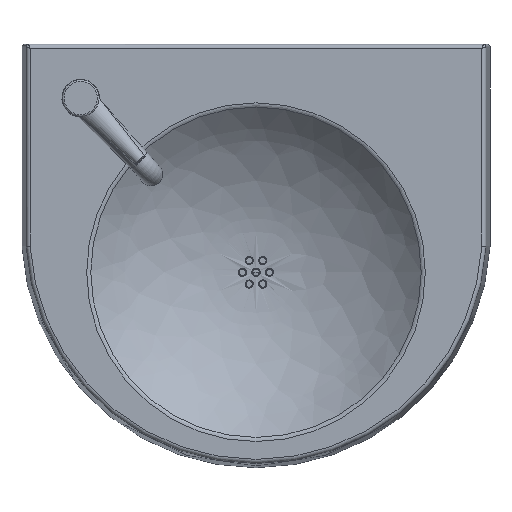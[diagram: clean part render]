
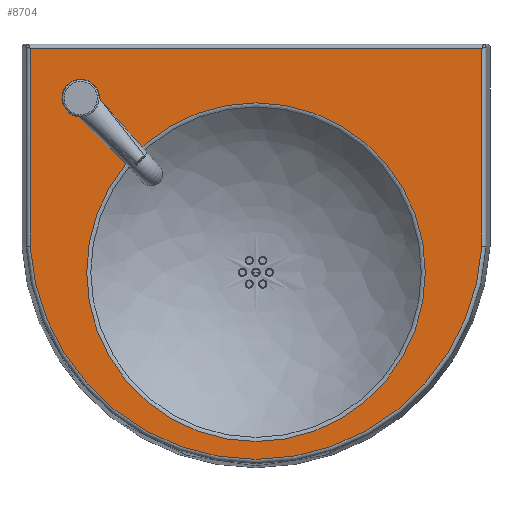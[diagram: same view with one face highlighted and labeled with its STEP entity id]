
A CAD part, top view. The second image highlights one B-rep face of the part: STEP entity #8704.
In plain terms, the highlighted planar face has unit normal (0, 0, 1).
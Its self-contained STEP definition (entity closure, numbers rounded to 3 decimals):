
#8642=CARTESIAN_POINT('',(0.,-213.336,100.0));
#8643=DIRECTION('',(0.0,0.0,1.0));
#8644=DIRECTION('',(1.0,0.0,0.0));
#8645=AXIS2_PLACEMENT_3D('',#8642,#8643,#8644);
#8646=PLANE('',#8645);
#8647=CARTESIAN_POINT('',(-277.514,-5.0,100.0));
#8648=VERTEX_POINT('',#8647);
#8649=CARTESIAN_POINT('',(277.514,-5.0,100.0));
#8650=VERTEX_POINT('',#8649);
#8651=CARTESIAN_POINT('',(-277.514,-5.0,100.0));
#8652=DIRECTION('',(1.0,0.0,0.0));
#8653=VECTOR('',#8652,555.029);
#8654=LINE('',#8651,#8653);
#8655=EDGE_CURVE('',#8648,#8650,#8654,.T.);
#8656=ORIENTED_EDGE('',*,*,#8655,.F.);
#8657=CARTESIAN_POINT('',(-277.514,-247.856,100.0));
#8658=VERTEX_POINT('',#8657);
#8659=CARTESIAN_POINT('',(-277.514,-247.856,100.0));
#8660=DIRECTION('',(0.0,1.0,0.0));
#8661=VECTOR('',#8660,242.856);
#8662=LINE('',#8659,#8661);
#8663=EDGE_CURVE('',#8658,#8648,#8662,.T.);
#8664=ORIENTED_EDGE('',*,*,#8663,.F.);
#8665=CARTESIAN_POINT('',(277.514,-247.856,100.0));
#8666=VERTEX_POINT('',#8665);
#8667=CARTESIAN_POINT('',(0.,-232.05,100.0));
#8668=DIRECTION('',(0.0,0.0,-1.0));
#8669=DIRECTION('',(0.0,-1.0,0.0));
#8670=AXIS2_PLACEMENT_3D('',#8667,#8668,#8669);
#8671=CIRCLE('',#8670,277.964);
#8672=EDGE_CURVE('',#8666,#8658,#8671,.T.);
#8673=ORIENTED_EDGE('',*,*,#8672,.F.);
#8674=CARTESIAN_POINT('',(277.514,-5.0,100.0));
#8675=DIRECTION('',(0.0,-1.0,0.0));
#8676=VECTOR('',#8675,242.856);
#8677=LINE('',#8674,#8676);
#8678=EDGE_CURVE('',#8650,#8666,#8677,.T.);
#8679=ORIENTED_EDGE('',*,*,#8678,.F.);
#8680=EDGE_LOOP('',(#8656,#8664,#8673,#8679));
#8681=FACE_OUTER_BOUND('',#8680,.T.);
#8682=CARTESIAN_POINT('',(-195.924,-66.3,100.0));
#8683=VERTEX_POINT('',#8682);
#8684=CARTESIAN_POINT('',(-215.424,-66.3,100.0));
#8685=DIRECTION('',(0.0,0.0,1.0));
#8686=DIRECTION('',(-1.0,0.0,0.0));
#8687=AXIS2_PLACEMENT_3D('',#8684,#8685,#8686);
#8688=CIRCLE('',#8687,19.5);
#8689=EDGE_CURVE('',#8683,#8683,#8688,.T.);
#8690=ORIENTED_EDGE('',*,*,#8689,.F.);
#8691=EDGE_LOOP('',(#8690));
#8692=FACE_BOUND('',#8691,.T.);
#8693=CARTESIAN_POINT('',(0.,-488.029,100.0));
#8694=VERTEX_POINT('',#8693);
#8695=CARTESIAN_POINT('',(0.,-280.0,100.0));
#8696=DIRECTION('',(0.0,0.0,1.0));
#8697=DIRECTION('',(0.0,1.0,0.0));
#8698=AXIS2_PLACEMENT_3D('',#8695,#8696,#8697);
#8699=CIRCLE('',#8698,208.029);
#8700=EDGE_CURVE('',#8694,#8694,#8699,.T.);
#8701=ORIENTED_EDGE('',*,*,#8700,.F.);
#8702=EDGE_LOOP('',(#8701));
#8703=FACE_BOUND('',#8702,.T.);
#8704=ADVANCED_FACE('',(#8681,#8692,#8703),#8646,.T.);
